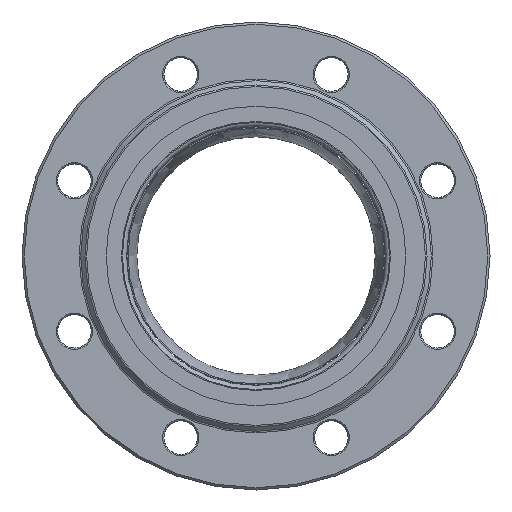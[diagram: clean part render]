
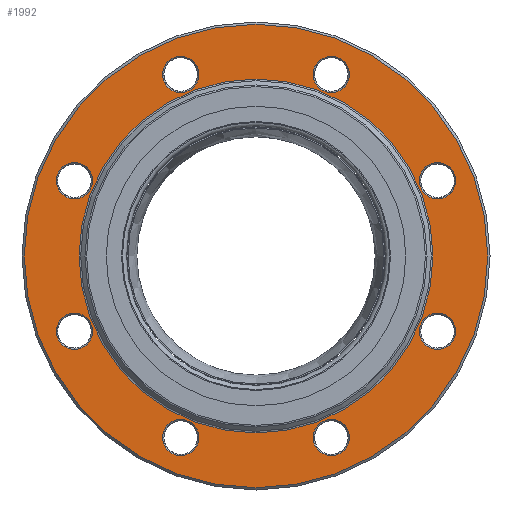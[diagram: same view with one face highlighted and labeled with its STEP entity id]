
A CAD part, left-side view. The second image highlights one B-rep face of the part: STEP entity #1992.
In plain terms, the highlighted planar face has unit normal (-1, 0, 0).
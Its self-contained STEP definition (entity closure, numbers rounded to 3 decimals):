
#1792=CARTESIAN_POINT('',(-91.4,-0.,-94.497));
#1793=VERTEX_POINT('',#1792);
#1803=CARTESIAN_POINT('',(-91.4,-0.,-0.));
#1804=DIRECTION('',(1.,0.,0.));
#1805=DIRECTION('',(0.,0.,-1.));
#1806=AXIS2_PLACEMENT_3D('',#1803,#1804,#1805);
#1807=CIRCLE('',#1806,94.497);
#1808=EDGE_CURVE('',#1793,#1793,#1807,.T.);
#1813=CARTESIAN_POINT('',(-91.4,0.,-0.));
#1814=DIRECTION('',(1.,0.,0.));
#1815=DIRECTION('',(0.,0.,-1.));
#1816=AXIS2_PLACEMENT_3D('',#1813,#1814,#1815);
#1817=PLANE('',#1816);
#1818=CARTESIAN_POINT('',(-91.4,40.182,-106.707));
#1819=VERTEX_POINT('',#1818);
#1820=CARTESIAN_POINT('',(-91.4,40.182,-87.307));
#1821=VERTEX_POINT('',#1820);
#1822=CARTESIAN_POINT('',(-91.4,40.182,-97.007));
#1823=DIRECTION('',(1.,0.,0.));
#1824=DIRECTION('',(0.,0.,-1.));
#1825=AXIS2_PLACEMENT_3D('',#1822,#1823,#1824);
#1826=CIRCLE('',#1825,9.7);
#1827=EDGE_CURVE('',#1819,#1821,#1826,.T.);
#1828=ORIENTED_EDGE('',*,*,#1827,.T.);
#1829=CARTESIAN_POINT('',(-91.4,40.182,-97.007));
#1830=DIRECTION('',(1.,0.,0.));
#1831=DIRECTION('',(0.,0.,-1.));
#1832=AXIS2_PLACEMENT_3D('',#1829,#1830,#1831);
#1833=CIRCLE('',#1832,9.7);
#1834=EDGE_CURVE('',#1821,#1819,#1833,.T.);
#1835=ORIENTED_EDGE('',*,*,#1834,.T.);
#1836=EDGE_LOOP('',(#1828,#1835));
#1837=FACE_BOUND('',#1836,.T.);
#1838=CARTESIAN_POINT('',(-91.4,97.007,30.482));
#1839=VERTEX_POINT('',#1838);
#1840=CARTESIAN_POINT('',(-91.4,97.007,49.882));
#1841=VERTEX_POINT('',#1840);
#1842=CARTESIAN_POINT('',(-91.4,97.007,40.182));
#1843=DIRECTION('',(1.,0.,0.));
#1844=DIRECTION('',(0.,0.,-1.));
#1845=AXIS2_PLACEMENT_3D('',#1842,#1843,#1844);
#1846=CIRCLE('',#1845,9.7);
#1847=EDGE_CURVE('',#1839,#1841,#1846,.T.);
#1848=ORIENTED_EDGE('',*,*,#1847,.T.);
#1849=CARTESIAN_POINT('',(-91.4,97.007,40.182));
#1850=DIRECTION('',(1.,0.,0.));
#1851=DIRECTION('',(0.,0.,-1.));
#1852=AXIS2_PLACEMENT_3D('',#1849,#1850,#1851);
#1853=CIRCLE('',#1852,9.7);
#1854=EDGE_CURVE('',#1841,#1839,#1853,.T.);
#1855=ORIENTED_EDGE('',*,*,#1854,.T.);
#1856=EDGE_LOOP('',(#1848,#1855));
#1857=FACE_BOUND('',#1856,.T.);
#1858=CARTESIAN_POINT('',(-91.4,40.182,87.307));
#1859=VERTEX_POINT('',#1858);
#1860=CARTESIAN_POINT('',(-91.4,40.182,106.707));
#1861=VERTEX_POINT('',#1860);
#1862=CARTESIAN_POINT('',(-91.4,40.182,97.007));
#1863=DIRECTION('',(1.,0.,0.));
#1864=DIRECTION('',(0.,0.,-1.));
#1865=AXIS2_PLACEMENT_3D('',#1862,#1863,#1864);
#1866=CIRCLE('',#1865,9.7);
#1867=EDGE_CURVE('',#1859,#1861,#1866,.T.);
#1868=ORIENTED_EDGE('',*,*,#1867,.T.);
#1869=CARTESIAN_POINT('',(-91.4,40.182,97.007));
#1870=DIRECTION('',(1.,0.,0.));
#1871=DIRECTION('',(0.,0.,-1.));
#1872=AXIS2_PLACEMENT_3D('',#1869,#1870,#1871);
#1873=CIRCLE('',#1872,9.7);
#1874=EDGE_CURVE('',#1861,#1859,#1873,.T.);
#1875=ORIENTED_EDGE('',*,*,#1874,.T.);
#1876=EDGE_LOOP('',(#1868,#1875));
#1877=FACE_BOUND('',#1876,.T.);
#1878=CARTESIAN_POINT('',(-91.4,-40.182,87.307));
#1879=VERTEX_POINT('',#1878);
#1880=CARTESIAN_POINT('',(-91.4,-40.182,106.707));
#1881=VERTEX_POINT('',#1880);
#1882=CARTESIAN_POINT('',(-91.4,-40.182,97.007));
#1883=DIRECTION('',(1.,0.,0.));
#1884=DIRECTION('',(0.,0.,-1.));
#1885=AXIS2_PLACEMENT_3D('',#1882,#1883,#1884);
#1886=CIRCLE('',#1885,9.7);
#1887=EDGE_CURVE('',#1879,#1881,#1886,.T.);
#1888=ORIENTED_EDGE('',*,*,#1887,.T.);
#1889=CARTESIAN_POINT('',(-91.4,-40.182,97.007));
#1890=DIRECTION('',(1.,0.,0.));
#1891=DIRECTION('',(0.,0.,-1.));
#1892=AXIS2_PLACEMENT_3D('',#1889,#1890,#1891);
#1893=CIRCLE('',#1892,9.7);
#1894=EDGE_CURVE('',#1881,#1879,#1893,.T.);
#1895=ORIENTED_EDGE('',*,*,#1894,.T.);
#1896=EDGE_LOOP('',(#1888,#1895));
#1897=FACE_BOUND('',#1896,.T.);
#1898=CARTESIAN_POINT('',(-91.4,-97.007,30.482));
#1899=VERTEX_POINT('',#1898);
#1900=CARTESIAN_POINT('',(-91.4,-97.007,49.882));
#1901=VERTEX_POINT('',#1900);
#1902=CARTESIAN_POINT('',(-91.4,-97.007,40.182));
#1903=DIRECTION('',(1.,0.,0.));
#1904=DIRECTION('',(0.,0.,-1.));
#1905=AXIS2_PLACEMENT_3D('',#1902,#1903,#1904);
#1906=CIRCLE('',#1905,9.7);
#1907=EDGE_CURVE('',#1899,#1901,#1906,.T.);
#1908=ORIENTED_EDGE('',*,*,#1907,.T.);
#1909=CARTESIAN_POINT('',(-91.4,-97.007,40.182));
#1910=DIRECTION('',(1.,0.,0.));
#1911=DIRECTION('',(0.,0.,-1.));
#1912=AXIS2_PLACEMENT_3D('',#1909,#1910,#1911);
#1913=CIRCLE('',#1912,9.7);
#1914=EDGE_CURVE('',#1901,#1899,#1913,.T.);
#1915=ORIENTED_EDGE('',*,*,#1914,.T.);
#1916=EDGE_LOOP('',(#1908,#1915));
#1917=FACE_BOUND('',#1916,.T.);
#1918=CARTESIAN_POINT('',(-91.4,-97.007,-49.882));
#1919=VERTEX_POINT('',#1918);
#1920=CARTESIAN_POINT('',(-91.4,-97.007,-30.482));
#1921=VERTEX_POINT('',#1920);
#1922=CARTESIAN_POINT('',(-91.4,-97.007,-40.182));
#1923=DIRECTION('',(1.,0.,0.));
#1924=DIRECTION('',(0.,0.,-1.));
#1925=AXIS2_PLACEMENT_3D('',#1922,#1923,#1924);
#1926=CIRCLE('',#1925,9.7);
#1927=EDGE_CURVE('',#1919,#1921,#1926,.T.);
#1928=ORIENTED_EDGE('',*,*,#1927,.T.);
#1929=CARTESIAN_POINT('',(-91.4,-97.007,-40.182));
#1930=DIRECTION('',(1.,0.,0.));
#1931=DIRECTION('',(0.,0.,-1.));
#1932=AXIS2_PLACEMENT_3D('',#1929,#1930,#1931);
#1933=CIRCLE('',#1932,9.7);
#1934=EDGE_CURVE('',#1921,#1919,#1933,.T.);
#1935=ORIENTED_EDGE('',*,*,#1934,.T.);
#1936=EDGE_LOOP('',(#1928,#1935));
#1937=FACE_BOUND('',#1936,.T.);
#1938=CARTESIAN_POINT('',(-91.4,-40.182,-106.707));
#1939=VERTEX_POINT('',#1938);
#1940=CARTESIAN_POINT('',(-91.4,-40.182,-87.307));
#1941=VERTEX_POINT('',#1940);
#1942=CARTESIAN_POINT('',(-91.4,-40.182,-97.007));
#1943=DIRECTION('',(1.,0.,0.));
#1944=DIRECTION('',(0.,0.,-1.));
#1945=AXIS2_PLACEMENT_3D('',#1942,#1943,#1944);
#1946=CIRCLE('',#1945,9.7);
#1947=EDGE_CURVE('',#1939,#1941,#1946,.T.);
#1948=ORIENTED_EDGE('',*,*,#1947,.T.);
#1949=CARTESIAN_POINT('',(-91.4,-40.182,-97.007));
#1950=DIRECTION('',(1.,0.,0.));
#1951=DIRECTION('',(0.,0.,-1.));
#1952=AXIS2_PLACEMENT_3D('',#1949,#1950,#1951);
#1953=CIRCLE('',#1952,9.7);
#1954=EDGE_CURVE('',#1941,#1939,#1953,.T.);
#1955=ORIENTED_EDGE('',*,*,#1954,.T.);
#1956=EDGE_LOOP('',(#1948,#1955));
#1957=FACE_BOUND('',#1956,.T.);
#1958=CARTESIAN_POINT('',(-91.4,97.007,-49.882));
#1959=VERTEX_POINT('',#1958);
#1960=CARTESIAN_POINT('',(-91.4,97.007,-30.482));
#1961=VERTEX_POINT('',#1960);
#1962=CARTESIAN_POINT('',(-91.4,97.007,-40.182));
#1963=DIRECTION('',(1.,0.,0.));
#1964=DIRECTION('',(0.,0.,-1.));
#1965=AXIS2_PLACEMENT_3D('',#1962,#1963,#1964);
#1966=CIRCLE('',#1965,9.7);
#1967=EDGE_CURVE('',#1959,#1961,#1966,.T.);
#1968=ORIENTED_EDGE('',*,*,#1967,.T.);
#1969=CARTESIAN_POINT('',(-91.4,97.007,-40.182));
#1970=DIRECTION('',(1.,0.,0.));
#1971=DIRECTION('',(0.,0.,-1.));
#1972=AXIS2_PLACEMENT_3D('',#1969,#1970,#1971);
#1973=CIRCLE('',#1972,9.7);
#1974=EDGE_CURVE('',#1961,#1959,#1973,.T.);
#1975=ORIENTED_EDGE('',*,*,#1974,.T.);
#1976=EDGE_LOOP('',(#1968,#1975));
#1977=FACE_BOUND('',#1976,.T.);
#1978=CARTESIAN_POINT('',(-91.4,-0.,-123.8));
#1979=VERTEX_POINT('',#1978);
#1980=CARTESIAN_POINT('',(-91.4,0.,-0.));
#1981=DIRECTION('',(-1.,-0.,-0.));
#1982=DIRECTION('',(0.,0.,-1.));
#1983=AXIS2_PLACEMENT_3D('',#1980,#1981,#1982);
#1984=CIRCLE('',#1983,123.8);
#1985=EDGE_CURVE('',#1979,#1979,#1984,.T.);
#1986=ORIENTED_EDGE('',*,*,#1985,.T.);
#1987=EDGE_LOOP('',(#1986));
#1988=FACE_BOUND('',#1987,.T.);
#1989=ORIENTED_EDGE('',*,*,#1808,.T.);
#1990=EDGE_LOOP('',(#1989));
#1991=FACE_BOUND('',#1990,.T.);
#1992=ADVANCED_FACE('',(#1837,#1857,#1877,#1897,#1917,#1937,#1957,#1977,#1988,#1991),#1817,.F.);
